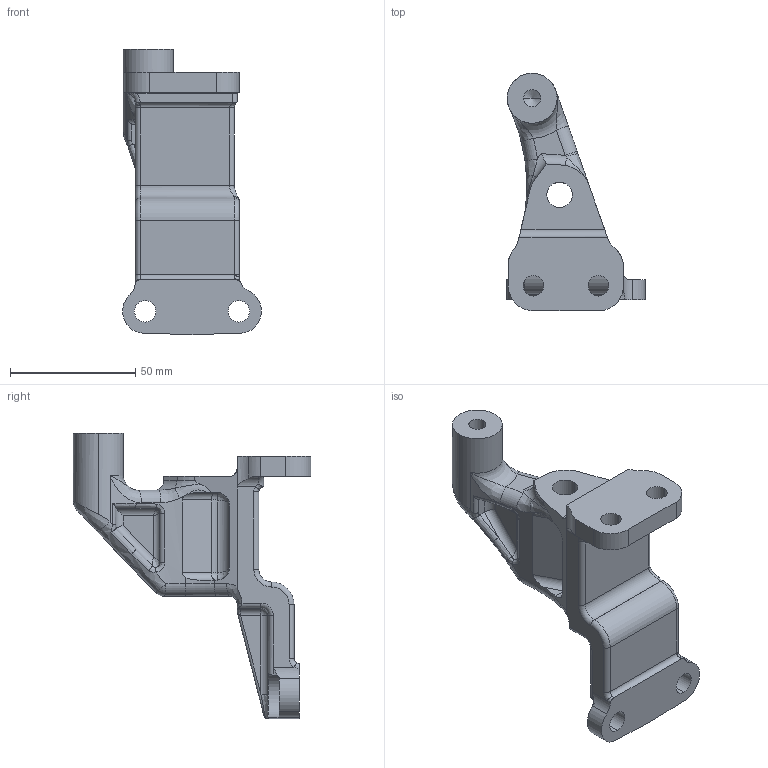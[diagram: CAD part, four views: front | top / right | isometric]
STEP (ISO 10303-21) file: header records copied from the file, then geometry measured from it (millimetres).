
FILE_DESCRIPTION (( 'STEP AP214' ), '1' );
FILE_NAME ('BRACKET_GENERATOR.STEP', '2018-12-31T21:45:19', ( '' ), ( '' ), 'SwSTEP 2.0', 'SolidWorks 2018', '' );
FILE_SCHEMA (( 'AUTOMOTIVE_DESIGN' ));
Length unit declared in the file: millimetre
Products named in the file (1): BRACKET_GENERATOR
Bounding box: 55.5 x 95 x 114.2 mm (x, y, z)
Volume: 104579 mm3; surface area: 26016 mm2
Topology: 1 solids, 1 shells, 251 faces, 647 edges, 389 vertices
Faces by surface type: cylinder 107, bspline 55, plane 54, torus 27, sphere 6, cone 2
Entity records: 10016 total; most frequent: CARTESIAN_POINT 4462, ORIENTED_EDGE 1270, DIRECTION 1035, EDGE_CURVE 635, AXIS2_PLACEMENT_3D 410, VERTEX_POINT 389, EDGE_LOOP 264, FACE_OUTER_BOUND 251
